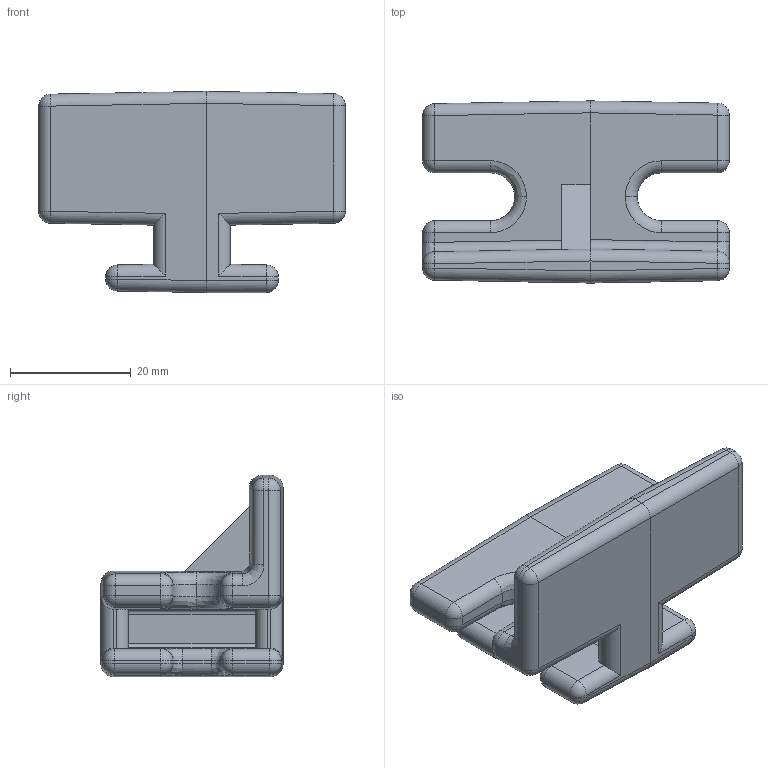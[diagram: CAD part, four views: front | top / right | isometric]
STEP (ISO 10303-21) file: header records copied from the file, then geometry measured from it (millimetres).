
FILE_DESCRIPTION(('CATIA V5 STEP Exchange','CAx-IF Rec.Pracs.--- Composite Materials ---3.4---2017-06-13'),'2;1');
FILE_NAME('DE410-N BAR STOP.stp','2022-10-06T18:13:17+00:00',('none'),('none'),'CATIA Version 5-6 Release 2020 SP3 HF5','CATIA V5 STEP AP203 v2','none');
FILE_SCHEMA(('CONFIG_CONTROL_DESIGN'));
Length unit declared in the file: inch
Products named in the file (1): DE410-N-DRAFTED
Bounding box: 50.8 x 30.16 x 33.34 mm (x, y, z)
Volume: 16473.8 mm3; surface area: 7269.9 mm2
Topology: 1 solids, 1 shells, 201 faces, 481 edges, 248 vertices
Faces by surface type: cylinder 100, plane 49, sphere 34, bspline 14, torus 4
Entity records: 6785 total; most frequent: CARTESIAN_POINT 2699, ORIENTED_EDGE 894, DIRECTION 692, EDGE_CURVE 447, AXIS2_PLACEMENT_3D 300, VERTEX_POINT 248, VECTOR 218, LINE 218
